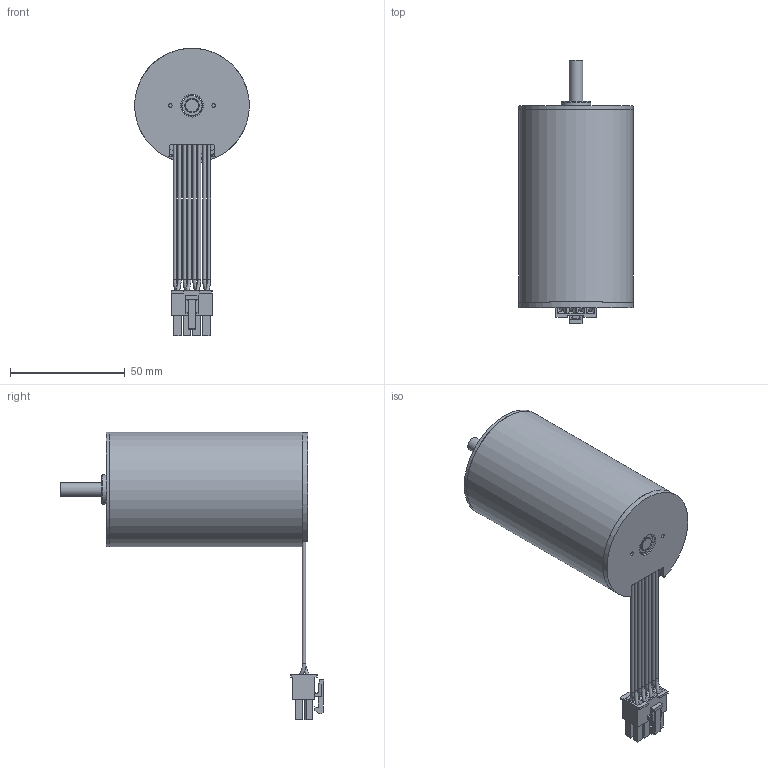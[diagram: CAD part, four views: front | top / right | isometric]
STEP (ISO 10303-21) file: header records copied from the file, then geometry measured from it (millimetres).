
FILE_DESCRIPTION (( 'STEP AP203' ), '1' );
FILE_NAME ('EC5088S.STEP', '2025-12-02T06:56:44', ( 'Windows 蚚誧' ), ( 'Organization' ), 'SwSTEP 2.0', 'SolidWorks 2020', '' );
FILE_SCHEMA (( 'CONFIG_CONTROL_DESIGN' ));
Length unit declared in the file: millimetre
Products named in the file (7): 01.10.0295 粣; EC5088S; 01.01.0560 ヶ傷裔; 01.07.0316 儂褲; 01.02.0494 綴傷裔; 01.06.0058 R-1560X13KK; 01.14.1442 傷赽盄
Assembly tree (7 placements, depth 2):
  EC5088S
    01.07.0316 儂褲
    01.01.0560 ヶ傷裔
    01.02.0494 綴傷裔
    01.06.0058 R-1560X13KK  x2
    01.10.0295 粣
    01.14.1442 傷赽盄
Bounding box: 50 x 114.85 x 125.38 mm (x, y, z)
Volume: 41210.5 mm3; surface area: 47822.2 mm2
Topology: 9 solids, 9 shells, 670 faces, 1851 edges, 1226 vertices
Faces by surface type: plane 438, cylinder 86, sphere 80, torus 48, cone 10, bspline 8
Full cylindrical faces by diameter (mm): 0.6 x8, 1.5 x8, 1.6 x2, 2.5 x4, 6 x3, 8.6 x4, 9.451 x4, 10 x2, 10.341 x2, 11.76 x2, 13 x1, 13.5 x8, 15 x4, 43 x1, 47 x2, 48 x2, 48.1 x1, 48.3 x1, 50 x2
Entity records: 21613 total; most frequent: CARTESIAN_POINT 6967, ORIENTED_EDGE 2900, DIRECTION 2645, EDGE_CURVE 1450, VERTEX_POINT 993, VECTOR 965, LINE 965, AXIS2_PLACEMENT_3D 840
